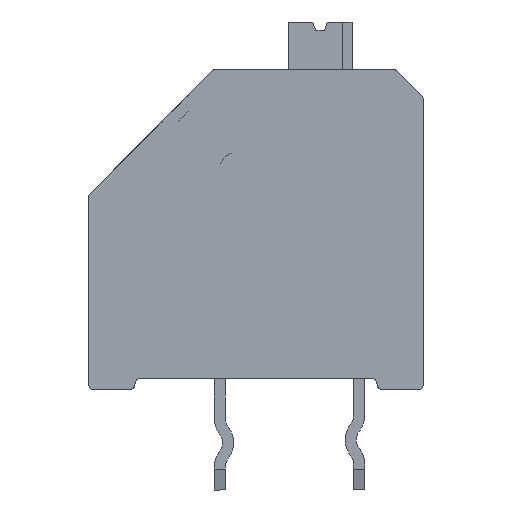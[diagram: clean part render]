
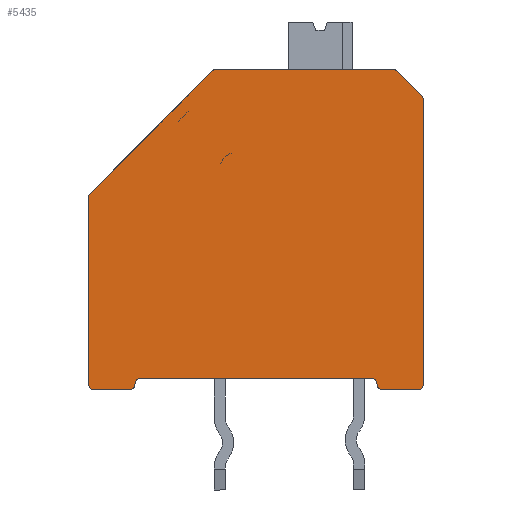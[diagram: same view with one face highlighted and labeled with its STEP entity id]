
A CAD part, front view. The second image highlights one B-rep face of the part: STEP entity #5435.
In plain terms, the highlighted planar face has unit normal (0, -1, 0).
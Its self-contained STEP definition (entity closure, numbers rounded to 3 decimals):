
#284=PLANE('',#5848);
#405=CIRCLE('',#5738,0.17);
#406=CIRCLE('',#5742,0.17);
#408=CIRCLE('',#5746,0.17);
#410=CIRCLE('',#5750,0.17);
#412=CIRCLE('',#5754,0.17);
#414=CIRCLE('',#5758,0.17);
#416=CIRCLE('',#5762,0.17);
#418=CIRCLE('',#5766,0.17);
#420=CIRCLE('',#5770,0.17);
#422=CIRCLE('',#5774,0.17);
#1539=ORIENTED_EDGE('',*,*,#1954,.T.);
#1540=ORIENTED_EDGE('',*,*,#1961,.F.);
#1541=ORIENTED_EDGE('',*,*,#1940,.F.);
#1542=ORIENTED_EDGE('',*,*,#2016,.F.);
#1543=ORIENTED_EDGE('',*,*,#2013,.T.);
#1544=ORIENTED_EDGE('',*,*,#2010,.F.);
#1545=ORIENTED_EDGE('',*,*,#2007,.T.);
#1546=ORIENTED_EDGE('',*,*,#2004,.F.);
#1547=ORIENTED_EDGE('',*,*,#2001,.T.);
#1548=ORIENTED_EDGE('',*,*,#1998,.T.);
#1549=ORIENTED_EDGE('',*,*,#1995,.T.);
#1550=ORIENTED_EDGE('',*,*,#1988,.T.);
#1551=ORIENTED_EDGE('',*,*,#1985,.T.);
#1552=ORIENTED_EDGE('',*,*,#1982,.F.);
#1553=ORIENTED_EDGE('',*,*,#1979,.T.);
#1554=ORIENTED_EDGE('',*,*,#1976,.F.);
#1555=ORIENTED_EDGE('',*,*,#1973,.T.);
#1556=ORIENTED_EDGE('',*,*,#1970,.F.);
#1557=ORIENTED_EDGE('',*,*,#1967,.F.);
#1558=ORIENTED_EDGE('',*,*,#1964,.F.);
#1940=EDGE_CURVE('',#2373,#2374,#2739,.T.);
#1954=EDGE_CURVE('',#2388,#2387,#2752,.T.);
#1961=EDGE_CURVE('',#2374,#2387,#405,.F.);
#1964=EDGE_CURVE('',#2388,#2395,#406,.F.);
#1967=EDGE_CURVE('',#2395,#2397,#2759,.T.);
#1970=EDGE_CURVE('',#2397,#2399,#408,.F.);
#1973=EDGE_CURVE('',#2401,#2399,#2763,.T.);
#1976=EDGE_CURVE('',#2401,#2403,#410,.F.);
#1979=EDGE_CURVE('',#2405,#2403,#2767,.T.);
#1982=EDGE_CURVE('',#2405,#2407,#412,.F.);
#1985=EDGE_CURVE('',#2409,#2407,#2771,.T.);
#1988=EDGE_CURVE('',#2411,#2409,#414,.F.);
#1995=EDGE_CURVE('',#2417,#2411,#2779,.T.);
#1998=EDGE_CURVE('',#2419,#2417,#416,.F.);
#2001=EDGE_CURVE('',#2421,#2419,#2783,.T.);
#2004=EDGE_CURVE('',#2421,#2423,#418,.F.);
#2007=EDGE_CURVE('',#2425,#2423,#2787,.T.);
#2010=EDGE_CURVE('',#2425,#2427,#420,.F.);
#2013=EDGE_CURVE('',#2429,#2427,#2791,.T.);
#2016=EDGE_CURVE('',#2429,#2373,#422,.F.);
#2373=VERTEX_POINT('',#7882);
#2374=VERTEX_POINT('',#7884);
#2387=VERTEX_POINT('',#7911);
#2388=VERTEX_POINT('',#7913);
#2395=VERTEX_POINT('',#7932);
#2397=VERTEX_POINT('',#7938);
#2399=VERTEX_POINT('',#7944);
#2401=VERTEX_POINT('',#7950);
#2403=VERTEX_POINT('',#7956);
#2405=VERTEX_POINT('',#7962);
#2407=VERTEX_POINT('',#7968);
#2409=VERTEX_POINT('',#7974);
#2411=VERTEX_POINT('',#7980);
#2417=VERTEX_POINT('',#7994);
#2419=VERTEX_POINT('',#8000);
#2421=VERTEX_POINT('',#8006);
#2423=VERTEX_POINT('',#8012);
#2425=VERTEX_POINT('',#8018);
#2427=VERTEX_POINT('',#8024);
#2429=VERTEX_POINT('',#8030);
#2739=LINE('',#7883,#3113);
#2752=LINE('',#7912,#3126);
#2759=LINE('',#7937,#3133);
#2763=LINE('',#7949,#3137);
#2767=LINE('',#7961,#3141);
#2771=LINE('',#7973,#3145);
#2779=LINE('',#7993,#3153);
#2783=LINE('',#8005,#3157);
#2787=LINE('',#8017,#3161);
#2791=LINE('',#8029,#3165);
#3113=VECTOR('',#6678,1000.);
#3126=VECTOR('',#6695,1000.);
#3133=VECTOR('',#6720,1000.);
#3137=VECTOR('',#6732,1000.);
#3141=VECTOR('',#6744,1000.);
#3145=VECTOR('',#6756,1000.);
#3153=VECTOR('',#6772,1000.);
#3157=VECTOR('',#6784,1000.);
#3161=VECTOR('',#6796,1000.);
#3165=VECTOR('',#6808,1000.);
#3460=EDGE_LOOP('',(#1539,#1540,#1541,#1542,#1543,#1544,#1545,#1546,#1547,
#1548,#1549,#1550,#1551,#1552,#1553,#1554,#1555,#1556,#1557,#1558));
#3684=FACE_BOUND('',#3460,.T.);
#5435=ADVANCED_FACE('',(#3684),#284,.T.);
#5738=AXIS2_PLACEMENT_3D('',#7926,#6705,#6706);
#5742=AXIS2_PLACEMENT_3D('',#7931,#6713,#6714);
#5746=AXIS2_PLACEMENT_3D('',#7943,#6725,#6726);
#5750=AXIS2_PLACEMENT_3D('',#7955,#6737,#6738);
#5754=AXIS2_PLACEMENT_3D('',#7967,#6749,#6750);
#5758=AXIS2_PLACEMENT_3D('',#7979,#6761,#6762);
#5762=AXIS2_PLACEMENT_3D('',#7999,#6777,#6778);
#5766=AXIS2_PLACEMENT_3D('',#8011,#6789,#6790);
#5770=AXIS2_PLACEMENT_3D('',#8023,#6801,#6802);
#5774=AXIS2_PLACEMENT_3D('',#8035,#6813,#6814);
#5848=AXIS2_PLACEMENT_3D('',#8262,#7030,#7031);
#6678=DIRECTION('',(0.707,0.,0.707));
#6695=DIRECTION('',(-1.,0.,0.));
#6705=DIRECTION('',(0.,-1.,0.));
#6706=DIRECTION('',(0.,0.,-1.));
#6713=DIRECTION('',(0.,-1.,0.));
#6714=DIRECTION('',(0.,0.,-1.));
#6720=DIRECTION('',(0.707,0.,-0.707));
#6725=DIRECTION('',(0.,-1.,0.));
#6726=DIRECTION('',(0.,0.,-1.));
#6732=DIRECTION('',(0.,0.,1.));
#6737=DIRECTION('',(0.,-1.,0.));
#6738=DIRECTION('',(0.,0.,-1.));
#6744=DIRECTION('',(1.,0.,0.));
#6749=DIRECTION('',(0.,-1.,0.));
#6750=DIRECTION('',(0.,0.,-1.));
#6756=DIRECTION('',(0.259,0.,-0.966));
#6761=DIRECTION('',(0.,-1.,0.));
#6762=DIRECTION('',(0.,0.,-1.));
#6772=DIRECTION('',(1.,0.,0.));
#6777=DIRECTION('',(0.,-1.,0.));
#6778=DIRECTION('',(0.,0.,-1.));
#6784=DIRECTION('',(0.259,0.,0.966));
#6789=DIRECTION('',(0.,-1.,0.));
#6790=DIRECTION('',(0.,0.,-1.));
#6796=DIRECTION('',(1.,0.,0.));
#6801=DIRECTION('',(0.,-1.,0.));
#6802=DIRECTION('',(0.,0.,-1.));
#6808=DIRECTION('',(0.,0.,-1.));
#6813=DIRECTION('',(0.,-1.,0.));
#6814=DIRECTION('',(0.,0.,-1.));
#7030=DIRECTION('',(0.,-1.,0.));
#7031=DIRECTION('',(0.,0.,-1.));
#7882=CARTESIAN_POINT('',(0.05,-1.75,6.88));
#7883=CARTESIAN_POINT('',(1.847,-1.75,8.677));
#7884=CARTESIAN_POINT('',(4.45,-1.75,11.28));
#7911=CARTESIAN_POINT('',(4.57,-1.75,11.33));
#7912=CARTESIAN_POINT('',(12.,-1.75,11.33));
#7913=CARTESIAN_POINT('',(10.93,-1.75,11.33));
#7926=CARTESIAN_POINT('',(4.57,-1.75,11.16));
#7931=CARTESIAN_POINT('',(10.93,-1.75,11.16));
#7932=CARTESIAN_POINT('',(11.05,-1.75,11.28));
#7937=CARTESIAN_POINT('',(11.5,-1.75,10.83));
#7938=CARTESIAN_POINT('',(11.95,-1.75,10.38));
#7943=CARTESIAN_POINT('',(11.83,-1.75,10.26));
#7944=CARTESIAN_POINT('',(12.,-1.75,10.26));
#7949=CARTESIAN_POINT('',(12.,-1.75,-0.17));
#7950=CARTESIAN_POINT('',(12.,-1.75,0.));
#7955=CARTESIAN_POINT('',(11.83,-1.75,0.));
#7956=CARTESIAN_POINT('',(11.83,-1.75,-0.17));
#7961=CARTESIAN_POINT('',(0.,-1.75,-0.17));
#7962=CARTESIAN_POINT('',(10.53,-1.75,-0.17));
#7967=CARTESIAN_POINT('',(10.53,-1.75,0.));
#7968=CARTESIAN_POINT('',(10.366,-1.75,-0.044));
#7973=CARTESIAN_POINT('',(10.774,-1.75,-1.566));
#7974=CARTESIAN_POINT('',(10.327,-1.75,0.104));
#7979=CARTESIAN_POINT('',(10.162,-1.75,0.06));
#7980=CARTESIAN_POINT('',(10.162,-1.75,0.23));
#7993=CARTESIAN_POINT('',(10.493,-1.75,0.23));
#7994=CARTESIAN_POINT('',(1.838,-1.75,0.23));
#7999=CARTESIAN_POINT('',(1.838,-1.75,0.06));
#8000=CARTESIAN_POINT('',(1.673,-1.75,0.104));
#8005=CARTESIAN_POINT('',(1.707,-1.75,0.23));
#8006=CARTESIAN_POINT('',(1.634,-1.75,-0.044));
#8011=CARTESIAN_POINT('',(1.47,-1.75,0.));
#8012=CARTESIAN_POINT('',(1.47,-1.75,-0.17));
#8017=CARTESIAN_POINT('',(0.,-1.75,-0.17));
#8018=CARTESIAN_POINT('',(0.17,-1.75,-0.17));
#8023=CARTESIAN_POINT('',(0.17,-1.75,0.));
#8024=CARTESIAN_POINT('',(0.,-1.75,0.));
#8029=CARTESIAN_POINT('',(0.,-1.75,11.33));
#8030=CARTESIAN_POINT('',(0.,-1.75,6.76));
#8035=CARTESIAN_POINT('',(0.17,-1.75,6.76));
#8262=CARTESIAN_POINT('',(0.,-1.75,0.));
